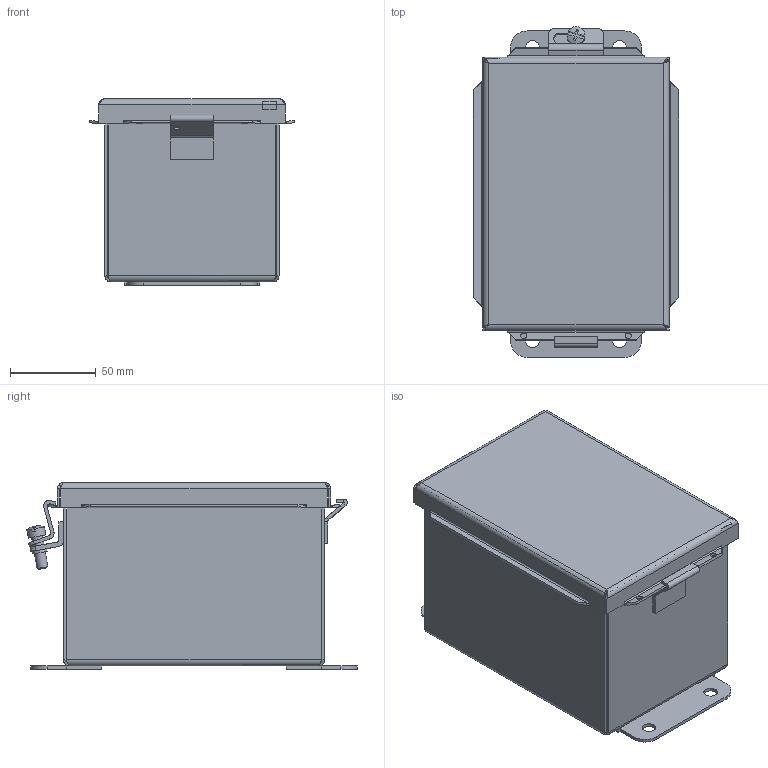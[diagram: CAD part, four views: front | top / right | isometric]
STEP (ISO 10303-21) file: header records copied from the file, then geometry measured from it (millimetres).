
FILE_DESCRIPTION(/* description */ ('JIC,CS,CLAMP COVER,6X4X4'),/* implementation_level */ '2;1');
FILE_NAME(/* name */ 'B060404.stp',/* time_stamp */ '2021-10-23T15:25:52-05:00',/* author */ ('dnichola'),/* organization */ (''),/* preprocessor_version */ 'ST-DEVELOPER v18',/* originating_system */ 'Autodesk Inventor 2020',/* authorisation */ '');
FILE_SCHEMA (('AUTOMOTIVE_DESIGN { 1 0 10303 214 3 1 1 }'));
Length unit declared in the file: inch
Products named in the file (11): B060404; 3499; 3481; C1001; H4050550; C1002; 372134; B_060404_BKP; 316160; 38811; B_0604_LID
Assembly tree (15 placements, depth 2):
  B060404
    3499  x4
    3481  x2
    C1001
    H4050550
    C1002
    372134
    B_060404_BKP
    316160  x2
    38811
    B_0604_LID
Bounding box: 119.82 x 192.86 x 108.81 mm (x, y, z)
Volume: 197254.6 mm3; surface area: 233399.4 mm2
Topology: 15 solids, 15 shells, 358 faces, 846 edges, 525 vertices
Faces by surface type: plane 227, cylinder 77, bspline 48, sphere 2, cone 2, torus 2
Full cylindrical faces by diameter (mm): 3.175 x1, 3.556 x2, 3.962 x4, 4.826 x1, 4.978 x1, 6.35 x2, 7.62 x4, 7.874 x4, 8.738 x1, 10.402 x1, 15.875 x4
Entity records: 10024 total; most frequent: CARTESIAN_POINT 2570, ORIENTED_EDGE 1422, DIRECTION 1346, EDGE_CURVE 711, LINE 518, VECTOR 518, VERTEX_POINT 433, AXIS2_PLACEMENT_3D 414
